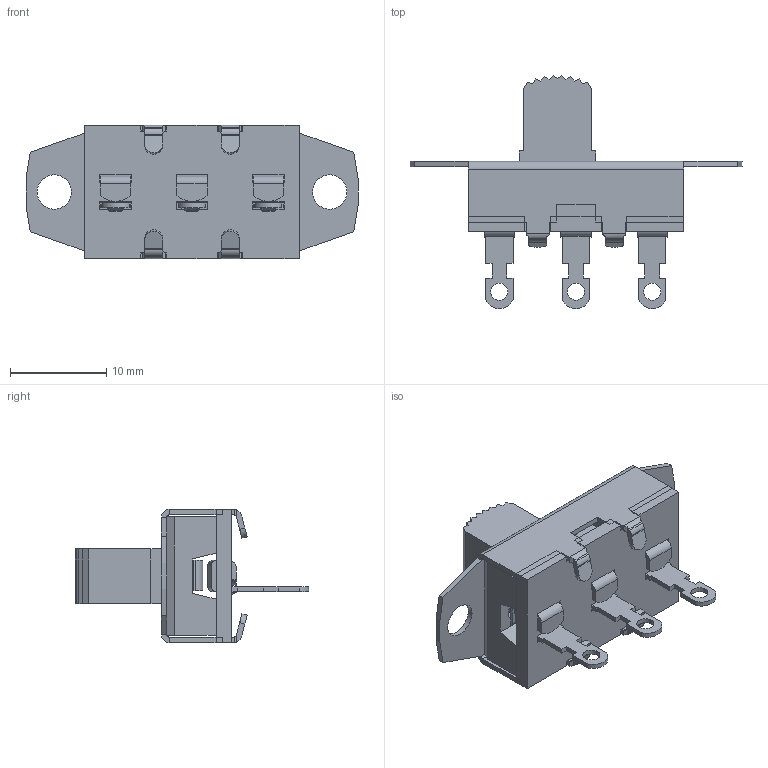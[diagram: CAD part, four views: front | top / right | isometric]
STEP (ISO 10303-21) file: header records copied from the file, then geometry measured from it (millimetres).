
FILE_DESCRIPTION((''),'2;1');
FILE_NAME('GF-324-0032_3D MODEL.stp','2015-11-10T10:46:54',('dwiltbank'),(''),'Autodesk Inventor 2011','Autodesk Inventor 2011','');
FILE_SCHEMA(('AUTOMOTIVE_DESIGN { 1 0 10303 214 1 1 1 1 }'));
Length unit declared in the file: inch
Products named in the file (1): GF-324-0032_Shrinkwrap_1
Bounding box: 34.43 x 24.2 x 13.84 mm (x, y, z)
Surface area: 3691.4 mm2 (no closed solid volume)
Topology: 0 solids, 8 shells, 512 faces, 1339 edges, 856 vertices
Faces by surface type: plane 322, cylinder 144, sphere 18, bspline 16, torus 12
Full cylindrical faces by diameter (mm): 1.397 x2, 1.727 x2, 1.778 x3, 3.556 x2
Entity records: 16518 total; most frequent: CARTESIAN_POINT 3071, DIRECTION 2684, ORIENTED_EDGE 2660, EDGE_CURVE 1330, VECTOR 954, LINE 954, AXIS2_PLACEMENT_3D 865, VERTEX_POINT 856
